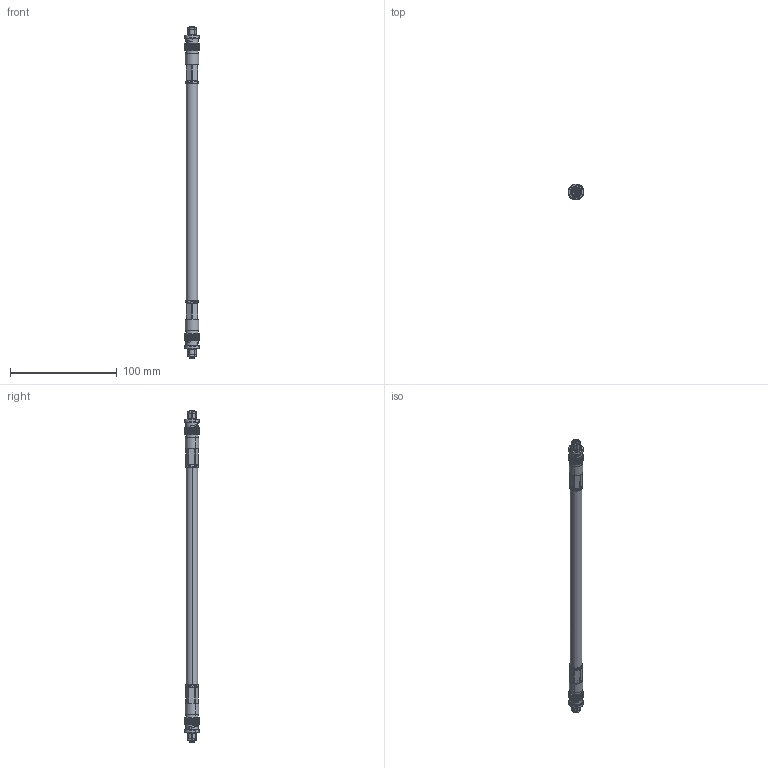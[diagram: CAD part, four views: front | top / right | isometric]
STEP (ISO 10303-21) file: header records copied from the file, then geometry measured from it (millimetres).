
FILE_DESCRIPTION (( 'STEP AP203' ), '1' );
FILE_NAME ('PE3117LF.step', '2018-06-20T15:44:14', ( '' ), ( '' ), 'SwSTEP 2.0', 'SolidWorks 2017', '' );
FILE_SCHEMA (( 'CONFIG_CONTROL_DESIGN' ));
Length unit declared in the file: inch
Products named in the file (3): Coax Cable_RG214; PE4349_CRIMPED; PE3117LF
Assembly tree (3 placements, depth 2):
  PE3117LF
    Coax Cable_RG214
    PE4349_CRIMPED  x2
Bounding box: 14.48 x 14.48 x 310.35 mm (x, y, z)
Volume: 27179.9 mm3; surface area: 15636.5 mm2
Topology: 3 solids, 3 shells, 770 faces, 2182 edges, 1434 vertices
Faces by surface type: plane 406, cylinder 280, cone 34, bspline 32, torus 18
Entity records: 16617 total; most frequent: CARTESIAN_POINT 6785, ORIENTED_EDGE 2188, DIRECTION 1764, EDGE_CURVE 1094, VERTEX_POINT 719, AXIS2_PLACEMENT_3D 684, EDGE_LOOP 399, VECTOR 396
